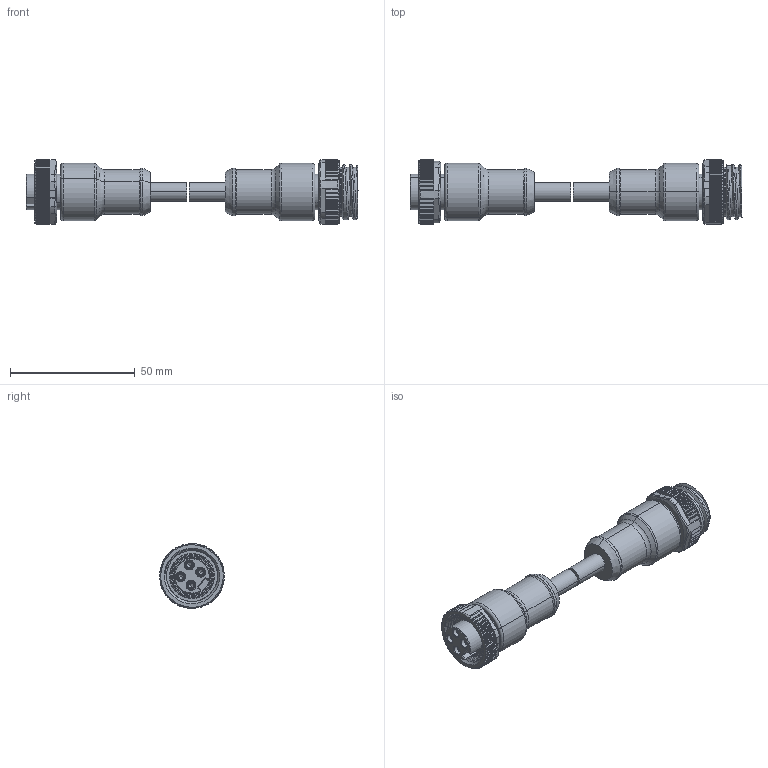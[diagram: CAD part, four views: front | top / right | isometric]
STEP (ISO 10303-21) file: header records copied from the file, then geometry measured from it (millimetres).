
FILE_DESCRIPTION (( 'STEP AP203' ), '1' );
FILE_NAME ('7700-A4A01-U0C0500.step', '2025-06-19T17:16:12', ( '' ), ( '' ), 'SwSTEP 2.0', 'SolidWorks 2024', '' );
FILE_SCHEMA (( 'CONFIG_CONTROL_DESIGN' ));
Length unit declared in the file: inch
Products named in the file (3): 7700-A4A01-U0C0500_MALE; 7700-A4A01-U0C0500_FEMALE; 7700-A4A01-U0C0500
Assembly tree (2 placements, depth 2):
  7700-A4A01-U0C0500
    7700-A4A01-U0C0500_FEMALE
    7700-A4A01-U0C0500_MALE
Bounding box: 133.2 x 26 x 26 mm (x, y, z)
Volume: 33737.3 mm3; surface area: 14251 mm2
Topology: 2 solids, 2 shells, 1226 faces, 3385 edges, 2193 vertices
Faces by surface type: cylinder 543, plane 520, cone 75, torus 71, bspline 17
Entity records: 44170 total; most frequent: CARTESIAN_POINT 13174, ORIENTED_EDGE 6754, DIRECTION 6180, EDGE_CURVE 3377, AXIS2_PLACEMENT_3D 2316, VERTEX_POINT 2193, VECTOR 1548, LINE 1548
